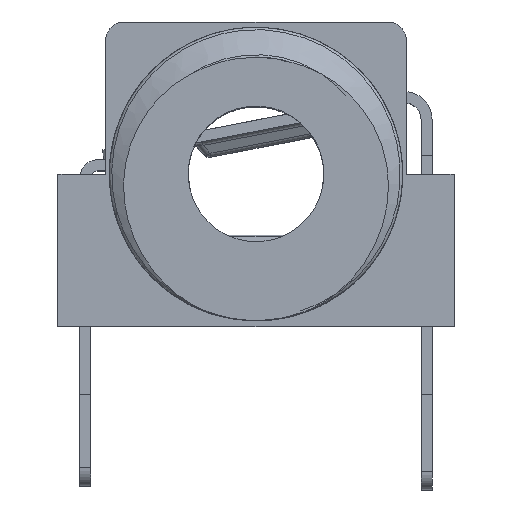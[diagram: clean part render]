
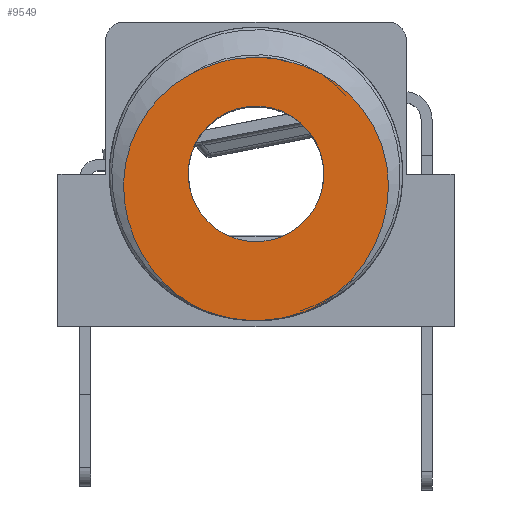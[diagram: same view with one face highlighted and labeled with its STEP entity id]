
A CAD part, top view. The second image highlights one B-rep face of the part: STEP entity #9549.
In plain terms, the highlighted planar face has unit normal (0, 0, 1).
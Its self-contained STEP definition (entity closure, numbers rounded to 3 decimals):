
#16=B_SPLINE_CURVE_WITH_KNOTS('',3,(#14306,#14307,#14308,#14309,#14310,
#14311),.UNSPECIFIED.,.F.,.F.,(4,2,4),(0.013,0.134,
0.257),.UNSPECIFIED.);
#20=B_SPLINE_CURVE_WITH_KNOTS('',3,(#14750,#14751,#14752,#14753,#14754,
#14755),.UNSPECIFIED.,.F.,.F.,(4,2,4),(0.,0.069,0.138),
 .UNSPECIFIED.);
#23=B_SPLINE_CURVE_WITH_KNOTS('',3,(#14946,#14947,#14948,#14949,#14950,
#14951,#14952,#14953,#14954,#14955),.UNSPECIFIED.,.F.,.F.,(4,3,3,4),(0.,
0.014,0.349,0.714),.UNSPECIFIED.);
#26=B_SPLINE_CURVE_WITH_KNOTS('',3,(#15243,#15244,#15245,#15246,#15247,
#15248),.UNSPECIFIED.,.F.,.F.,(4,2,4),(0.,0.107,0.205),
 .UNSPECIFIED.);
#29=B_SPLINE_CURVE_WITH_KNOTS('',3,(#15581,#15582,#15583,#15584,#15585,
#15586,#15587,#15588,#15589,#15590,#15591,#15592,#15593),.UNSPECIFIED.,
 .F.,.F.,(4,3,3,3,4),(0.,0.024,0.05,0.058,
0.121),.UNSPECIFIED.);
#32=B_SPLINE_CURVE_WITH_KNOTS('',3,(#15782,#15783,#15784,#15785,#15786,
#15787,#15788,#15789,#15790,#15791),.UNSPECIFIED.,.F.,.F.,(4,3,3,4),(0.,
0.017,0.383,0.717),.UNSPECIFIED.);
#159=FACE_BOUND('',#1530,.T.);
#553=PLANE('',#10119);
#1026=FACE_OUTER_BOUND('',#1529,.T.);
#1529=EDGE_LOOP('',(#8401,#8402,#8403,#8404,#8405,#8406,#8407));
#1530=EDGE_LOOP('',(#8408));
#3711=CIRCLE('',#9952,4.);
#3714=CIRCLE('',#10049,1.85);
#4179=VERTEX_POINT('',#14250);
#4180=VERTEX_POINT('',#14305);
#4183=VERTEX_POINT('',#14694);
#4184=VERTEX_POINT('',#14749);
#4186=VERTEX_POINT('',#14945);
#4188=VERTEX_POINT('',#15242);
#4190=VERTEX_POINT('',#15580);
#4465=VERTEX_POINT('',#17334);
#5255=EDGE_CURVE('',#4180,#4179,#16,.T.);
#5259=EDGE_CURVE('',#4184,#4183,#20,.T.);
#5262=EDGE_CURVE('',#4186,#4184,#23,.T.);
#5265=EDGE_CURVE('',#4188,#4186,#26,.T.);
#5268=EDGE_CURVE('',#4190,#4188,#29,.T.);
#5271=EDGE_CURVE('',#4179,#4190,#32,.T.);
#5272=EDGE_CURVE('',#4180,#4183,#3711,.T.);
#5684=EDGE_CURVE('',#4465,#4465,#3714,.T.);
#8401=ORIENTED_EDGE('',*,*,#5255,.T.);
#8402=ORIENTED_EDGE('',*,*,#5271,.T.);
#8403=ORIENTED_EDGE('',*,*,#5268,.T.);
#8404=ORIENTED_EDGE('',*,*,#5265,.T.);
#8405=ORIENTED_EDGE('',*,*,#5262,.T.);
#8406=ORIENTED_EDGE('',*,*,#5259,.T.);
#8407=ORIENTED_EDGE('',*,*,#5272,.F.);
#8408=ORIENTED_EDGE('',*,*,#5684,.T.);
#9549=ADVANCED_FACE('',(#1026,#159),#553,.F.);
#9952=AXIS2_PLACEMENT_3D('',#15793,#11410,#11411);
#10049=AXIS2_PLACEMENT_3D('',#17335,#11910,#11911);
#10119=AXIS2_PLACEMENT_3D('',#17701,#12233,#12234);
#11410=DIRECTION('center_axis',(0.,0.,-1.));
#11411=DIRECTION('ref_axis',(1.,0.,0.));
#11910=DIRECTION('center_axis',(0.,0.,-1.));
#11911=DIRECTION('ref_axis',(-1.,0.,0.));
#12233=DIRECTION('center_axis',(0.,0.,-1.));
#12234=DIRECTION('ref_axis',(-1.,0.,0.));
#14250=CARTESIAN_POINT('',(2.175,0.873,13.6));
#14305=CARTESIAN_POINT('',(0.158,0.153,13.6));
#14306=CARTESIAN_POINT('Ctrl Pts',(0.158,0.153,
13.6));
#14307=CARTESIAN_POINT('Ctrl Pts',(0.559,0.17,
13.6));
#14308=CARTESIAN_POINT('Ctrl Pts',(0.956,0.252,13.6));
#14309=CARTESIAN_POINT('Ctrl Pts',(1.71,0.544,13.6));
#14310=CARTESIAN_POINT('Ctrl Pts',(1.994,0.728,13.6));
#14311=CARTESIAN_POINT('Ctrl Pts',(2.175,0.873,13.6));
#14694=CARTESIAN_POINT('',(-0.137,0.152,13.6));
#14749=CARTESIAN_POINT('',(-2.158,0.861,13.6));
#14750=CARTESIAN_POINT('Ctrl Pts',(-2.158,0.861,13.6));
#14751=CARTESIAN_POINT('Ctrl Pts',(-1.976,0.718,
13.6));
#14752=CARTESIAN_POINT('Ctrl Pts',(-1.692,0.535,
13.6));
#14753=CARTESIAN_POINT('Ctrl Pts',(-0.936,0.247,
13.6));
#14754=CARTESIAN_POINT('Ctrl Pts',(-0.538,0.167,
13.6));
#14755=CARTESIAN_POINT('Ctrl Pts',(-0.137,0.152,
13.6));
#14945=CARTESIAN_POINT('',(-1.792,6.868,13.6));
#14946=CARTESIAN_POINT('Ctrl Pts',(-1.792,6.868,13.6));
#14947=CARTESIAN_POINT('Ctrl Pts',(-1.835,6.847,13.6));
#14948=CARTESIAN_POINT('Ctrl Pts',(-1.876,6.824,13.6));
#14949=CARTESIAN_POINT('Ctrl Pts',(-1.917,6.801,13.6));
#14950=CARTESIAN_POINT('Ctrl Pts',(-2.879,6.249,13.6));
#14951=CARTESIAN_POINT('Ctrl Pts',(-3.522,5.171,13.6));
#14952=CARTESIAN_POINT('Ctrl Pts',(-3.604,4.067,13.6));
#14953=CARTESIAN_POINT('Ctrl Pts',(-3.693,2.861,13.6));
#14954=CARTESIAN_POINT('Ctrl Pts',(-3.118,1.619,13.6));
#14955=CARTESIAN_POINT('Ctrl Pts',(-2.158,0.861,
13.6));
#15242=CARTESIAN_POINT('',(-0.008,7.335,13.6));
#15243=CARTESIAN_POINT('Ctrl Pts',(-0.008,7.334,
13.6));
#15244=CARTESIAN_POINT('Ctrl Pts',(-0.366,7.333,
13.6));
#15245=CARTESIAN_POINT('Ctrl Pts',(-0.718,7.278,
13.6));
#15246=CARTESIAN_POINT('Ctrl Pts',(-1.374,7.074,13.6));
#15247=CARTESIAN_POINT('Ctrl Pts',(-1.618,6.953,13.6));
#15248=CARTESIAN_POINT('Ctrl Pts',(-1.789,6.865,13.6));
#15580=CARTESIAN_POINT('',(1.775,6.874,13.6));
#15581=CARTESIAN_POINT('Ctrl Pts',(1.775,6.874,13.6));
#15582=CARTESIAN_POINT('Ctrl Pts',(1.704,6.91,13.6));
#15583=CARTESIAN_POINT('Ctrl Pts',(1.62,6.952,13.6));
#15584=CARTESIAN_POINT('Ctrl Pts',(1.523,6.996,13.6));
#15585=CARTESIAN_POINT('Ctrl Pts',(1.421,7.042,13.6));
#15586=CARTESIAN_POINT('Ctrl Pts',(1.304,7.09,13.6));
#15587=CARTESIAN_POINT('Ctrl Pts',(1.174,7.135,13.6));
#15588=CARTESIAN_POINT('Ctrl Pts',(1.132,7.149,13.6));
#15589=CARTESIAN_POINT('Ctrl Pts',(1.089,7.163,13.6));
#15590=CARTESIAN_POINT('Ctrl Pts',(1.045,7.177,13.6));
#15591=CARTESIAN_POINT('Ctrl Pts',(0.701,7.281,13.6));
#15592=CARTESIAN_POINT('Ctrl Pts',(0.349,7.335,13.6));
#15593=CARTESIAN_POINT('Ctrl Pts',(-0.008,7.334,
13.6));
#15782=CARTESIAN_POINT('Ctrl Pts',(2.179,0.868,13.6));
#15783=CARTESIAN_POINT('Ctrl Pts',(2.224,0.903,13.6));
#15784=CARTESIAN_POINT('Ctrl Pts',(2.267,0.94,13.6));
#15785=CARTESIAN_POINT('Ctrl Pts',(2.31,0.977,13.6));
#15786=CARTESIAN_POINT('Ctrl Pts',(3.224,1.775,13.6));
#15787=CARTESIAN_POINT('Ctrl Pts',(3.735,3.047,13.6));
#15788=CARTESIAN_POINT('Ctrl Pts',(3.588,4.244,13.6));
#15789=CARTESIAN_POINT('Ctrl Pts',(3.454,5.336,13.6));
#15790=CARTESIAN_POINT('Ctrl Pts',(2.763,6.37,13.6));
#15791=CARTESIAN_POINT('Ctrl Pts',(1.775,6.874,13.6));
#15793=CARTESIAN_POINT('Origin',(0.,4.15,13.6));
#17334=CARTESIAN_POINT('',(1.85,4.15,13.6));
#17335=CARTESIAN_POINT('Origin',(0.,4.15,13.6));
#17701=CARTESIAN_POINT('Origin',(0.,4.15,13.6));
